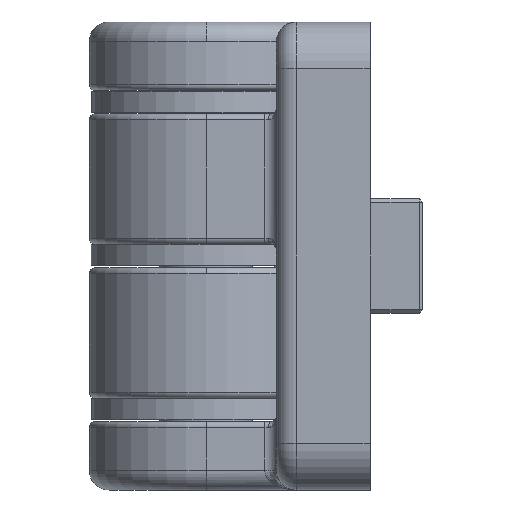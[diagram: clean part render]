
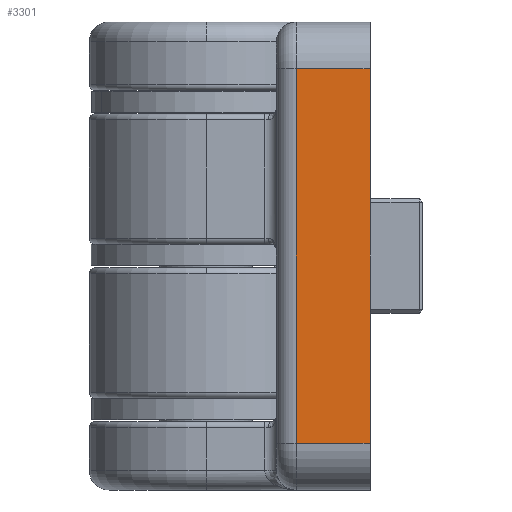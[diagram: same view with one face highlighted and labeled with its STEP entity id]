
A CAD part, left-side view. The second image highlights one B-rep face of the part: STEP entity #3301.
In plain terms, the highlighted planar face has unit normal (-1, 0, 0).
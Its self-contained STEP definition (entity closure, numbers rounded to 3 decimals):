
#173 = VECTOR ( 'NONE', #4640, 1000. ) ;
#182 = ORIENTED_EDGE ( 'NONE', *, *, #4417, .T. ) ;
#305 = PLANE ( 'NONE',  #817 ) ;
#311 = CARTESIAN_POINT ( 'NONE',  ( -40., -14., -36. ) ) ;
#477 = CARTESIAN_POINT ( 'NONE',  ( -40., -7.69, -40. ) ) ;
#491 = CARTESIAN_POINT ( 'NONE',  ( -40., -14., -36. ) ) ;
#733 = VERTEX_POINT ( 'NONE', #830 ) ;
#817 = AXIS2_PLACEMENT_3D ( 'NONE', #1036, #3668, #1417 ) ;
#830 = CARTESIAN_POINT ( 'NONE',  ( -40., -7.69, -36. ) ) ;
#1036 = CARTESIAN_POINT ( 'NONE',  ( -40., -6., -40. ) ) ;
#1040 = LINE ( 'NONE', #491, #3933 ) ;
#1139 = ORIENTED_EDGE ( 'NONE', *, *, #4409, .T. ) ;
#1167 = VECTOR ( 'NONE', #1962, 1000. ) ;
#1392 = LINE ( 'NONE', #477, #4049 ) ;
#1417 = DIRECTION ( 'NONE',  ( 0., 0., 1. ) ) ;
#1589 = CARTESIAN_POINT ( 'NONE',  ( -40., -6., -4. ) ) ;
#1607 = DIRECTION ( 'NONE',  ( 0., -1., 0. ) ) ;
#1691 = CARTESIAN_POINT ( 'NONE',  ( -40., -14., -4. ) ) ;
#1933 = ORIENTED_EDGE ( 'NONE', *, *, #4400, .T. ) ;
#1962 = DIRECTION ( 'NONE',  ( 0., 1., 0. ) ) ;
#2166 = VERTEX_POINT ( 'NONE', #1691 ) ;
#2266 = LINE ( 'NONE', #1589, #1167 ) ;
#2294 = VERTEX_POINT ( 'NONE', #3326 ) ;
#3028 = LINE ( 'NONE', #3096, #173 ) ;
#3033 = ORIENTED_EDGE ( 'NONE', *, *, #4394, .T. ) ;
#3096 = CARTESIAN_POINT ( 'NONE',  ( -40., -14., -40. ) ) ;
#3301 = ADVANCED_FACE ( 'NONE', ( #3946 ), #305, .T. ) ;
#3326 = CARTESIAN_POINT ( 'NONE',  ( -40., -7.69, -4. ) ) ;
#3668 = DIRECTION ( 'NONE',  ( -1., 0., 0. ) ) ;
#3933 = VECTOR ( 'NONE', #1607, 1000. ) ;
#3946 = FACE_OUTER_BOUND ( 'NONE', #4024, .T. ) ;
#4024 = EDGE_LOOP ( 'NONE', ( #3033, #1933, #1139, #182 ) ) ;
#4049 = VECTOR ( 'NONE', #4627, 1000. ) ;
#4152 = VERTEX_POINT ( 'NONE', #311 ) ;
#4394 = EDGE_CURVE ( 'NONE', #2166, #2294, #2266, .T. ) ;
#4400 = EDGE_CURVE ( 'NONE', #2294, #733, #1392, .T. ) ;
#4409 = EDGE_CURVE ( 'NONE', #733, #4152, #1040, .T. ) ;
#4417 = EDGE_CURVE ( 'NONE', #4152, #2166, #3028, .T. ) ;
#4627 = DIRECTION ( 'NONE',  ( 0., 0., -1. ) ) ;
#4640 = DIRECTION ( 'NONE',  ( 0., 0., 1. ) ) ;
